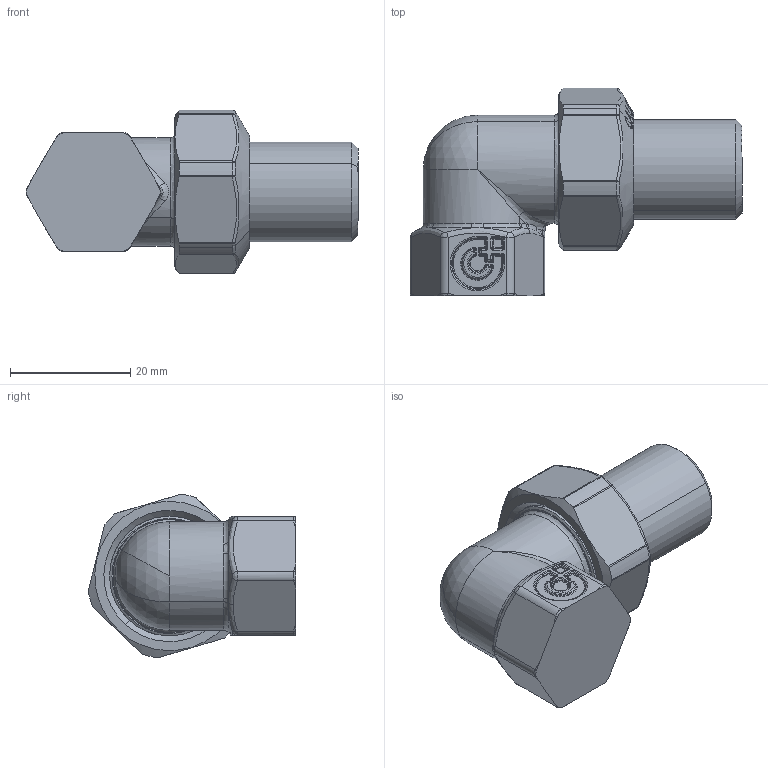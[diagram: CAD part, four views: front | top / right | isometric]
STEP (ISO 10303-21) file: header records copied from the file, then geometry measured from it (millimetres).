
FILE_DESCRIPTION(('CATIA V5 STEP Exchange','CAx-IF Rec.Pracs.--- Model Styling and Organization---1.4--- 2014-01-23','CAx-IF Rec.Pracs.---3D Tessellated Data Validation Properties---0.5---2014-09-14'),'2;1');
FILE_NAME('STEP_588131_-_TST.stp','2020-09-28T16:25:50+00:00',('none'),('none'),'CATIA Version 5-6 Release 2019 SP3','CATIA V5 STEP AP242 v1','none');
FILE_SCHEMA(('AP242_MANAGED_MODEL_BASED_3D_ENGINEERING_MIM_LF {1 0 10303 442 1 1 4}'));
Length unit declared in the file: millimetre
Products named in the file (1): 588131 - TST
Bounding box: 55.2 x 34.49 x 27.19 mm (x, y, z)
Volume: 19589.5 mm3; surface area: 5748.1 mm2
Topology: 1 solids, 2 shells, 571 faces, 1400 edges, 798 vertices
Faces by surface type: plane 188, cylinder 116, bspline 110, torus 63, cone 51, sphere 43
Entity records: 23059 total; most frequent: CARTESIAN_POINT 11749, ORIENTED_EDGE 2696, DIRECTION 1499, EDGE_CURVE 1348, VERTEX_POINT 798, AXIS2_PLACEMENT_3D 748, B_SPLINE_CURVE_WITH_KNOTS 645, EDGE_LOOP 590
